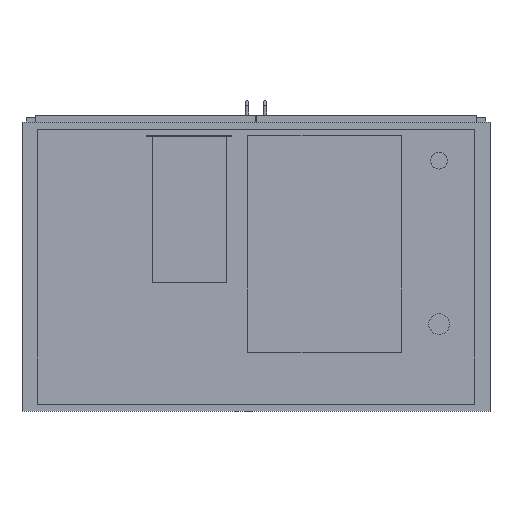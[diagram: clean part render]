
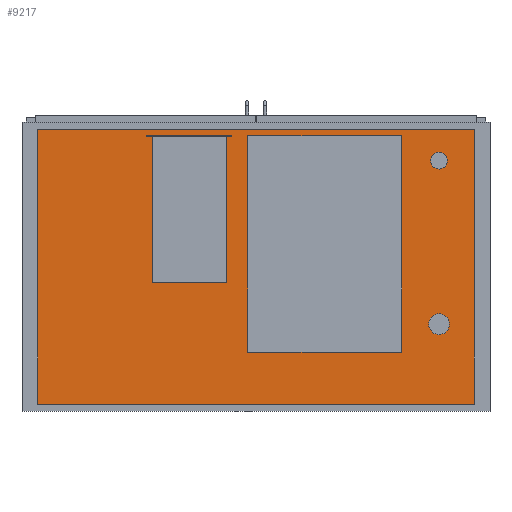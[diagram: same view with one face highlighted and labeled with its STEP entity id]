
A CAD part, front view. The second image highlights one B-rep face of the part: STEP entity #9217.
In plain terms, the highlighted planar face has unit normal (0, -1, 0).
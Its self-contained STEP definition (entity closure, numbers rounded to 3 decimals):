
#92=FACE_BOUND('',#979,.T.);
#93=FACE_BOUND('',#980,.T.);
#112=CIRCLE('',#9844,20.);
#114=CIRCLE('',#9848,25.);
#407=FACE_OUTER_BOUND('',#978,.T.);
#978=EDGE_LOOP('',(#6231,#6232,#6233,#6234));
#979=EDGE_LOOP('',(#6235));
#980=EDGE_LOOP('',(#6236));
#1604=LINE('',#13307,#2776);
#1606=LINE('',#13311,#2778);
#1608=LINE('',#13315,#2780);
#1610=LINE('',#13318,#2782);
#2776=VECTOR('',#10694,10.);
#2778=VECTOR('',#10698,10.);
#2780=VECTOR('',#10702,10.);
#2782=VECTOR('',#10706,10.);
#3902=VERTEX_POINT('',#13233);
#3904=VERTEX_POINT('',#13240);
#3925=VERTEX_POINT('',#13304);
#3926=VERTEX_POINT('',#13306);
#3927=VERTEX_POINT('',#13310);
#3928=VERTEX_POINT('',#13314);
#4791=EDGE_CURVE('',#3902,#3902,#112,.T.);
#4794=EDGE_CURVE('',#3904,#3904,#114,.T.);
#4824=EDGE_CURVE('',#3926,#3925,#1604,.T.);
#4826=EDGE_CURVE('',#3927,#3926,#1606,.T.);
#4828=EDGE_CURVE('',#3928,#3927,#1608,.T.);
#4830=EDGE_CURVE('',#3925,#3928,#1610,.T.);
#6231=ORIENTED_EDGE('',*,*,#4830,.T.);
#6232=ORIENTED_EDGE('',*,*,#4828,.T.);
#6233=ORIENTED_EDGE('',*,*,#4826,.T.);
#6234=ORIENTED_EDGE('',*,*,#4824,.T.);
#6235=ORIENTED_EDGE('',*,*,#4791,.T.);
#6236=ORIENTED_EDGE('',*,*,#4794,.T.);
#8726=PLANE('',#9865);
#9217=ADVANCED_FACE('',(#407,#92,#93),#8726,.T.);
#9844=AXIS2_PLACEMENT_3D('',#13235,#10628,#10629);
#9848=AXIS2_PLACEMENT_3D('',#13242,#10637,#10638);
#9865=AXIS2_PLACEMENT_3D('',#13319,#10707,#10708);
#10628=DIRECTION('center_axis',(0.,1.,0.));
#10629=DIRECTION('ref_axis',(1.,0.,0.));
#10637=DIRECTION('center_axis',(0.,1.,0.));
#10638=DIRECTION('ref_axis',(1.,0.,0.));
#10694=DIRECTION('',(0.,0.,1.));
#10698=DIRECTION('',(1.,0.,0.));
#10702=DIRECTION('',(0.,0.,-1.));
#10706=DIRECTION('',(-1.,0.,0.));
#10707=DIRECTION('center_axis',(0.,-1.,0.));
#10708=DIRECTION('ref_axis',(0.,0.,-1.));
#13233=CARTESIAN_POINT('',(420.,-370.,255.));
#13235=CARTESIAN_POINT('Origin',(440.,-370.,255.));
#13240=CARTESIAN_POINT('',(415.,-370.,-138.));
#13242=CARTESIAN_POINT('Origin',(440.,-370.,-138.));
#13304=CARTESIAN_POINT('',(525.,-370.,330.));
#13306=CARTESIAN_POINT('',(525.,-370.,-330.));
#13307=CARTESIAN_POINT('',(525.,-370.,330.));
#13310=CARTESIAN_POINT('',(-525.,-370.,-330.));
#13311=CARTESIAN_POINT('',(525.,-370.,-330.));
#13314=CARTESIAN_POINT('',(-525.,-370.,330.));
#13315=CARTESIAN_POINT('',(-525.,-370.,-330.));
#13318=CARTESIAN_POINT('',(-525.,-370.,330.));
#13319=CARTESIAN_POINT('Origin',(0.,-370.,0.));
